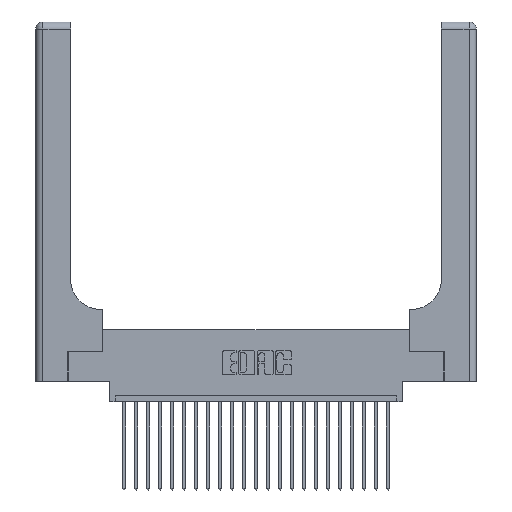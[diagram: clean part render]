
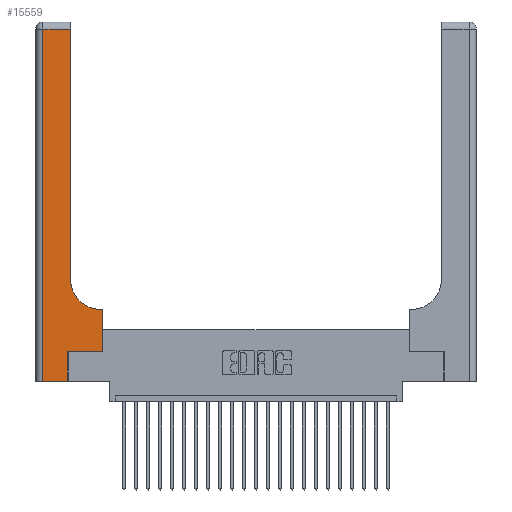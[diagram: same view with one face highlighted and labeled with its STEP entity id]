
A CAD part, top view. The second image highlights one B-rep face of the part: STEP entity #15559.
In plain terms, the highlighted planar face has unit normal (0, 0, 1).
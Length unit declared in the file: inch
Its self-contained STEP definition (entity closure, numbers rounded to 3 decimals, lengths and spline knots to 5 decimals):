
#40 = VECTOR ( 'NONE', #17026, 39.37008 ) ;
#390 = CARTESIAN_POINT ( 'NONE',  ( 0.269, 0., 0.37 ) ) ;
#470 = DIRECTION ( 'NONE',  ( 0., 1., 0. ) ) ;
#936 = ORIENTED_EDGE ( 'NONE', *, *, #21254, .T. ) ;
#1178 = LINE ( 'NONE', #7314, #12377 ) ;
#1769 = LINE ( 'NONE', #2504, #7540 ) ;
#2036 = EDGE_CURVE ( 'NONE', #21733, #14919, #11294, .T. ) ;
#2504 = CARTESIAN_POINT ( 'NONE',  ( 0., 0., 0.37 ) ) ;
#2717 = EDGE_LOOP ( 'NONE', ( #13208, #19764, #20557, #24035, #10601, #12519, #7432, #9842, #936 ) ) ;
#3453 = VERTEX_POINT ( 'NONE', #6206 ) ;
#3652 = PLANE ( 'NONE',  #3700 ) ;
#3700 = AXIS2_PLACEMENT_3D ( 'NONE', #14916, #7201, #22767 ) ;
#5074 = CARTESIAN_POINT ( 'NONE',  ( 0.269, 0., 0.37 ) ) ;
#5265 = DIRECTION ( 'NONE',  ( 0., -1., 0. ) ) ;
#5431 = CARTESIAN_POINT ( 'NONE',  ( 0.5585, 0.25, 0.37 ) ) ;
#5522 = VECTOR ( 'NONE', #6475, 39.37008 ) ;
#5569 = CARTESIAN_POINT ( 'NONE',  ( 0.5585, 0.25, 0.37 ) ) ;
#6206 = CARTESIAN_POINT ( 'NONE',  ( 0.06, 0., 0.37 ) ) ;
#6209 = CARTESIAN_POINT ( 'NONE',  ( 0.2915, 0.6, 0.37 ) ) ;
#6372 = CARTESIAN_POINT ( 'NONE',  ( 0.5415, 0.85, 0.37 ) ) ;
#6394 = LINE ( 'NONE', #5569, #40 ) ;
#6439 = EDGE_CURVE ( 'NONE', #14919, #24233, #21017, .T. ) ;
#6475 = DIRECTION ( 'NONE',  ( -1., 0., 0. ) ) ;
#6915 = EDGE_CURVE ( 'NONE', #23799, #19335, #6394, .T. ) ;
#7201 = DIRECTION ( 'NONE',  ( 0., 0., -1. ) ) ;
#7314 = CARTESIAN_POINT ( 'NONE',  ( 0.269, 0.25, 0.37 ) ) ;
#7371 = VECTOR ( 'NONE', #470, 39.37008 ) ;
#7432 = ORIENTED_EDGE ( 'NONE', *, *, #6915, .T. ) ;
#7540 = VECTOR ( 'NONE', #23530, 39.37008 ) ;
#7860 = FACE_OUTER_BOUND ( 'NONE', #2717, .T. ) ;
#8305 = DIRECTION ( 'NONE',  ( 1., 0., 0. ) ) ;
#8395 = DIRECTION ( 'NONE',  ( 0., 0., -1. ) ) ;
#9501 = CARTESIAN_POINT ( 'NONE',  ( 0.2915, 3., 0.37 ) ) ;
#9761 = VERTEX_POINT ( 'NONE', #22726 ) ;
#9842 = ORIENTED_EDGE ( 'NONE', *, *, #21203, .T. ) ;
#10526 = CARTESIAN_POINT ( 'NONE',  ( 0., 2.94, 0.37 ) ) ;
#10601 = ORIENTED_EDGE ( 'NONE', *, *, #11286, .T. ) ;
#11013 = LINE ( 'NONE', #390, #20763 ) ;
#11286 = EDGE_CURVE ( 'NONE', #24785, #9761, #11013, .T. ) ;
#11294 = LINE ( 'NONE', #9501, #7371 ) ;
#11369 = EDGE_CURVE ( 'NONE', #24233, #3453, #12810, .T. ) ;
#11628 = DIRECTION ( 'NONE',  ( 0., 1., 0. ) ) ;
#12062 = CARTESIAN_POINT ( 'NONE',  ( 0.5415, 0.6, 0.37 ) ) ;
#12211 = DIRECTION ( 'NONE',  ( -1., 0., 0. ) ) ;
#12298 = VERTEX_POINT ( 'NONE', #12062 ) ;
#12377 = VECTOR ( 'NONE', #25049, 39.37008 ) ;
#12519 = ORIENTED_EDGE ( 'NONE', *, *, #20904, .T. ) ;
#12810 = LINE ( 'NONE', #16715, #16778 ) ;
#13208 = ORIENTED_EDGE ( 'NONE', *, *, #2036, .T. ) ;
#13276 = CARTESIAN_POINT ( 'NONE',  ( 0.06, 2.94, 0.37 ) ) ;
#13909 = LINE ( 'NONE', #6209, #14798 ) ;
#14798 = VECTOR ( 'NONE', #12211, 39.37008 ) ;
#14916 = CARTESIAN_POINT ( 'NONE',  ( 0., 3., 0.37 ) ) ;
#14919 = VERTEX_POINT ( 'NONE', #24148 ) ;
#15345 = EDGE_CURVE ( 'NONE', #3453, #24785, #1769, .T. ) ;
#15559 = ADVANCED_FACE ( 'NONE', ( #7860 ), #3652, .F. ) ;
#16715 = CARTESIAN_POINT ( 'NONE',  ( 0.06, 3., 0.37 ) ) ;
#16778 = VECTOR ( 'NONE', #5265, 39.37008 ) ;
#16872 = CARTESIAN_POINT ( 'NONE',  ( 0.5585, 0.6, 0.37 ) ) ;
#17026 = DIRECTION ( 'NONE',  ( 0., 1., 0. ) ) ;
#19335 = VERTEX_POINT ( 'NONE', #16872 ) ;
#19764 = ORIENTED_EDGE ( 'NONE', *, *, #6439, .T. ) ;
#19856 = AXIS2_PLACEMENT_3D ( 'NONE', #6372, #8395, #8305 ) ;
#20557 = ORIENTED_EDGE ( 'NONE', *, *, #11369, .T. ) ;
#20763 = VECTOR ( 'NONE', #11628, 39.37008 ) ;
#20904 = EDGE_CURVE ( 'NONE', #9761, #23799, #1178, .T. ) ;
#21017 = LINE ( 'NONE', #10526, #5522 ) ;
#21203 = EDGE_CURVE ( 'NONE', #19335, #12298, #13909, .T. ) ;
#21254 = EDGE_CURVE ( 'NONE', #12298, #21733, #23984, .T. ) ;
#21733 = VERTEX_POINT ( 'NONE', #23558 ) ;
#22726 = CARTESIAN_POINT ( 'NONE',  ( 0.269, 0.25, 0.37 ) ) ;
#22767 = DIRECTION ( 'NONE',  ( -1., 0., 0. ) ) ;
#23530 = DIRECTION ( 'NONE',  ( 1., 0., 0. ) ) ;
#23558 = CARTESIAN_POINT ( 'NONE',  ( 0.2915, 0.85, 0.37 ) ) ;
#23799 = VERTEX_POINT ( 'NONE', #5431 ) ;
#23984 = CIRCLE ( 'NONE', #19856, 0.25 ) ;
#24035 = ORIENTED_EDGE ( 'NONE', *, *, #15345, .T. ) ;
#24148 = CARTESIAN_POINT ( 'NONE',  ( 0.2915, 2.94, 0.37 ) ) ;
#24233 = VERTEX_POINT ( 'NONE', #13276 ) ;
#24785 = VERTEX_POINT ( 'NONE', #5074 ) ;
#25049 = DIRECTION ( 'NONE',  ( 1., 0., 0. ) ) ;
